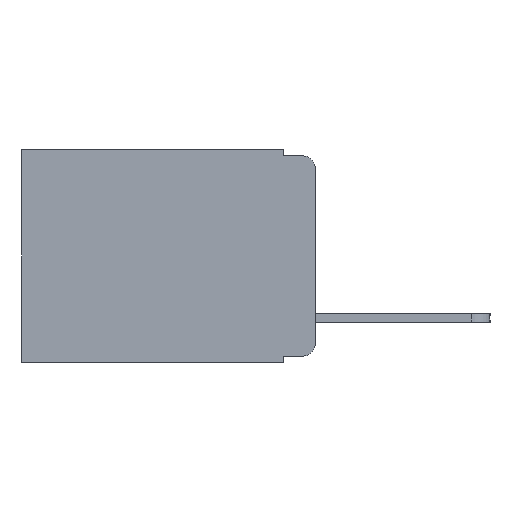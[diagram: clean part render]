
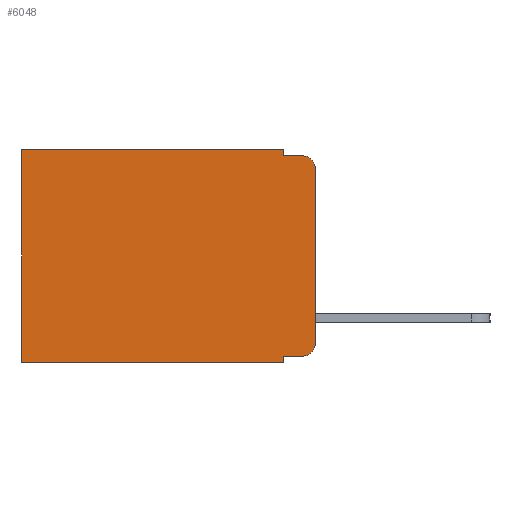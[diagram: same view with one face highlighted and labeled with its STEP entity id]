
A CAD part, left-side view. The second image highlights one B-rep face of the part: STEP entity #6048.
In plain terms, the highlighted planar face has unit normal (-1, 0, 0).
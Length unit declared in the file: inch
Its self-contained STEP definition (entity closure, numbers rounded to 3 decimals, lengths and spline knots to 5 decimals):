
#421 = CARTESIAN_POINT ( 'NONE',  ( 0.298, 0., 0. ) ) ;
#531 = CARTESIAN_POINT ( 'NONE',  ( 0.298, 0.473, -0.343 ) ) ;
#1540 = ORIENTED_EDGE ( 'NONE', *, *, #7629, .F. ) ;
#1878 = VECTOR ( 'NONE', #13271, 39.37008 ) ;
#1904 = VERTEX_POINT ( 'NONE', #15382 ) ;
#2163 = VERTEX_POINT ( 'NONE', #14669 ) ;
#3076 = CARTESIAN_POINT ( 'NONE',  ( 0.298, 0.051, -0.01 ) ) ;
#3582 = CARTESIAN_POINT ( 'NONE',  ( 0.298, 0.473, 0. ) ) ;
#3640 = VERTEX_POINT ( 'NONE', #10535 ) ;
#4290 = CARTESIAN_POINT ( 'NONE',  ( 0.298, 0.02, -0.01 ) ) ;
#4330 = LINE ( 'NONE', #17256, #21660 ) ;
#4514 = LINE ( 'NONE', #14420, #21804 ) ;
#4691 = VERTEX_POINT ( 'NONE', #18339 ) ;
#5525 = VERTEX_POINT ( 'NONE', #17081 ) ;
#5757 = EDGE_CURVE ( 'NONE', #4691, #16573, #4330, .T. ) ;
#6048 = ADVANCED_FACE ( 'NONE', ( #14554 ), #6895, .F. ) ;
#6165 = AXIS2_PLACEMENT_3D ( 'NONE', #15219, #15129, #15132 ) ;
#6310 = ORIENTED_EDGE ( 'NONE', *, *, #5757, .F. ) ;
#6895 = PLANE ( 'NONE',  #12181 ) ;
#7099 = EDGE_CURVE ( 'NONE', #2163, #20382, #9465, .T. ) ;
#7267 = LINE ( 'NONE', #13993, #1878 ) ;
#7629 = EDGE_CURVE ( 'NONE', #15414, #3640, #7267, .T. ) ;
#7633 = EDGE_CURVE ( 'NONE', #16805, #9854, #20072, .T. ) ;
#7665 = EDGE_CURVE ( 'NONE', #15414, #9854, #19079, .T. ) ;
#7698 = EDGE_CURVE ( 'NONE', #2163, #16805, #17625, .T. ) ;
#7723 = EDGE_CURVE ( 'NONE', #5525, #4691, #4514, .T. ) ;
#7826 = EDGE_CURVE ( 'NONE', #20382, #16573, #16616, .T. ) ;
#7861 = EDGE_CURVE ( 'NONE', #1904, #3640, #8039, .T. ) ;
#7887 = EDGE_CURVE ( 'NONE', #5525, #1904, #16100, .T. ) ;
#8039 = CIRCLE ( 'NONE', #14167, 0.02 ) ;
#8235 = CARTESIAN_POINT ( 'NONE',  ( 0.298, 0., -0.03 ) ) ;
#8737 = ORIENTED_EDGE ( 'NONE', *, *, #7723, .F. ) ;
#9465 = LINE ( 'NONE', #421, #17918 ) ;
#9854 = VERTEX_POINT ( 'NONE', #4290 ) ;
#10018 = CARTESIAN_POINT ( 'NONE',  ( 0.298, 0.051, -0.333 ) ) ;
#10486 = CARTESIAN_POINT ( 'NONE',  ( 0.298, 0.473, 0. ) ) ;
#10535 = CARTESIAN_POINT ( 'NONE',  ( 0.298, 0., -0.313 ) ) ;
#11590 = ORIENTED_EDGE ( 'NONE', *, *, #7099, .T. ) ;
#11854 = VECTOR ( 'NONE', #12872, 39.37008 ) ;
#11963 = ORIENTED_EDGE ( 'NONE', *, *, #7861, .T. ) ;
#12181 = AXIS2_PLACEMENT_3D ( 'NONE', #19493, #13230, #21489 ) ;
#12251 = DIRECTION ( 'NONE',  ( 0., 0., -1. ) ) ;
#12500 = CARTESIAN_POINT ( 'NONE',  ( 0.298, 0.02, -0.313 ) ) ;
#12565 = DIRECTION ( 'NONE',  ( 0., 0., -1. ) ) ;
#12615 = DIRECTION ( 'NONE',  ( -1., 0., 0. ) ) ;
#12872 = DIRECTION ( 'NONE',  ( 0., -1., 0. ) ) ;
#13131 = VECTOR ( 'NONE', #14454, 39.37008 ) ;
#13210 = ORIENTED_EDGE ( 'NONE', *, *, #7826, .T. ) ;
#13230 = DIRECTION ( 'NONE',  ( 1., 0., 0. ) ) ;
#13242 = CARTESIAN_POINT ( 'NONE',  ( 0.298, 0.051, -0.01 ) ) ;
#13271 = DIRECTION ( 'NONE',  ( 0., 0., -1. ) ) ;
#13747 = ORIENTED_EDGE ( 'NONE', *, *, #7698, .F. ) ;
#13993 = CARTESIAN_POINT ( 'NONE',  ( 0.298, 0., 0. ) ) ;
#14167 = AXIS2_PLACEMENT_3D ( 'NONE', #12500, #12615, #12565 ) ;
#14420 = CARTESIAN_POINT ( 'NONE',  ( 0.298, 0.051, 0. ) ) ;
#14454 = DIRECTION ( 'NONE',  ( 0., 0., -1. ) ) ;
#14511 = DIRECTION ( 'NONE',  ( 0., 0., -1. ) ) ;
#14554 = FACE_OUTER_BOUND ( 'NONE', #18971, .T. ) ;
#14669 = CARTESIAN_POINT ( 'NONE',  ( 0.298, 0.051, 0. ) ) ;
#15129 = DIRECTION ( 'NONE',  ( -1., 0., 0. ) ) ;
#15132 = DIRECTION ( 'NONE',  ( 0., 0., -1. ) ) ;
#15219 = CARTESIAN_POINT ( 'NONE',  ( 0.298, 0.02, -0.03 ) ) ;
#15368 = CARTESIAN_POINT ( 'NONE',  ( 0.298, 0.051, 0. ) ) ;
#15382 = CARTESIAN_POINT ( 'NONE',  ( 0.298, 0.02, -0.333 ) ) ;
#15414 = VERTEX_POINT ( 'NONE', #8235 ) ;
#16093 = ORIENTED_EDGE ( 'NONE', *, *, #7665, .T. ) ;
#16100 = LINE ( 'NONE', #10018, #19319 ) ;
#16573 = VERTEX_POINT ( 'NONE', #531 ) ;
#16616 = LINE ( 'NONE', #10486, #20323 ) ;
#16805 = VERTEX_POINT ( 'NONE', #3076 ) ;
#17081 = CARTESIAN_POINT ( 'NONE',  ( 0.298, 0.051, -0.333 ) ) ;
#17256 = CARTESIAN_POINT ( 'NONE',  ( 0.298, 0., -0.343 ) ) ;
#17362 = DIRECTION ( 'NONE',  ( 0., 1., 0. ) ) ;
#17388 = ORIENTED_EDGE ( 'NONE', *, *, #7633, .F. ) ;
#17625 = LINE ( 'NONE', #15368, #13131 ) ;
#17918 = VECTOR ( 'NONE', #18056, 39.37008 ) ;
#18056 = DIRECTION ( 'NONE',  ( 0., 1., 0. ) ) ;
#18339 = CARTESIAN_POINT ( 'NONE',  ( 0.298, 0.051, -0.343 ) ) ;
#18971 = EDGE_LOOP ( 'NONE', ( #1540, #16093, #17388, #13747, #11590, #13210, #6310, #8737, #19691, #11963 ) ) ;
#19079 = CIRCLE ( 'NONE', #6165, 0.02 ) ;
#19319 = VECTOR ( 'NONE', #22115, 39.37008 ) ;
#19493 = CARTESIAN_POINT ( 'NONE',  ( 0.298, 0., 0. ) ) ;
#19691 = ORIENTED_EDGE ( 'NONE', *, *, #7887, .T. ) ;
#20072 = LINE ( 'NONE', #13242, #11854 ) ;
#20323 = VECTOR ( 'NONE', #12251, 39.37008 ) ;
#20382 = VERTEX_POINT ( 'NONE', #3582 ) ;
#21489 = DIRECTION ( 'NONE',  ( 0., 0., -1. ) ) ;
#21660 = VECTOR ( 'NONE', #17362, 39.37008 ) ;
#21804 = VECTOR ( 'NONE', #14511, 39.37008 ) ;
#22115 = DIRECTION ( 'NONE',  ( 0., -1., 0. ) ) ;
